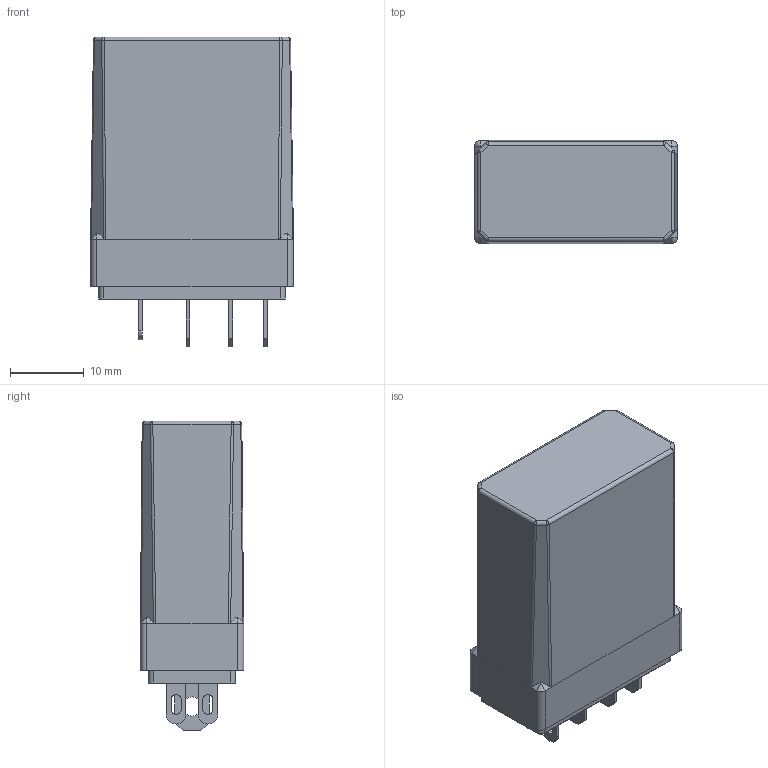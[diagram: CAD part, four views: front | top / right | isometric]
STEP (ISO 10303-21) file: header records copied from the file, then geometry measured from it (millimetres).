
FILE_DESCRIPTION(/* description */ ('Unknown'),/* implementation_level */ '2;1');
FILE_NAME(/* name */ 'RH1B-U.stp',/* time_stamp */ '2025-02-19T17:18:31+09:00',/* author */ ('hibik'),/* organization */ ('Unknown'),/* preprocessor_version */ 'ST-DEVELOPER v20',/* originating_system */ 'Autodesk Inventor 2024',/* authorisation */ 'Unknown');
FILE_SCHEMA (('AUTOMOTIVE_DESIGN { 1 0 10303 214 3 1 1 }'));
Length unit declared in the file: millimetre
Products named in the file (1): RH1B-U
Bounding box: 27.5 x 14 x 41.99 mm (x, y, z)
Volume: 12836.1 mm3; surface area: 5299.4 mm2
Topology: 2 solids, 2 shells, 200 faces, 481 edges, 278 vertices
Faces by surface type: plane 87, cylinder 77, torus 16, bspline 10, sphere 6, cone 4
Full cylindrical faces by diameter (mm): 2.6 x3
Entity records: 5975 total; most frequent: CARTESIAN_POINT 1128, DIRECTION 1021, ORIENTED_EDGE 930, EDGE_CURVE 465, AXIS2_PLACEMENT_3D 367, LINE 287, VECTOR 287, VERTEX_POINT 278
